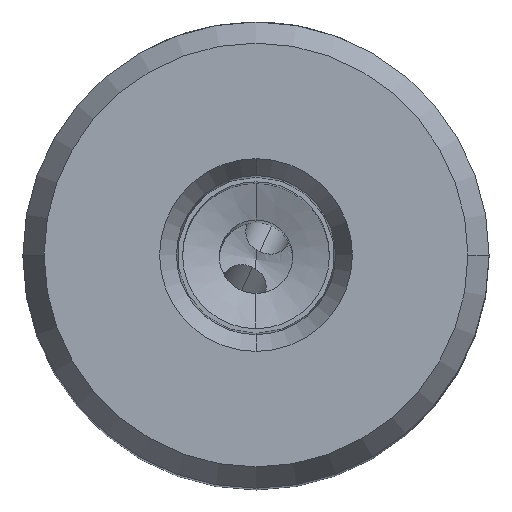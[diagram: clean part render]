
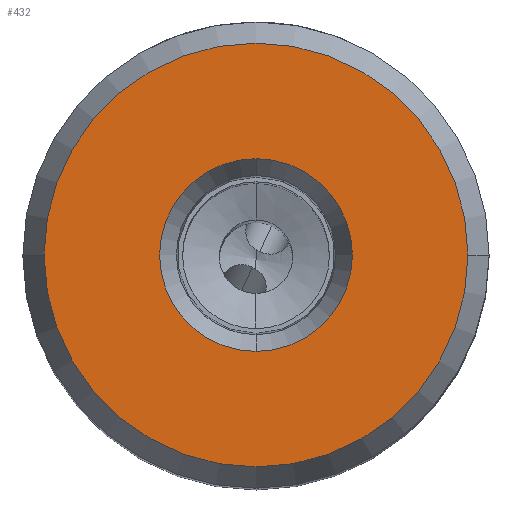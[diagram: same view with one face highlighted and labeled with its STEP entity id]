
A CAD part, top view. The second image highlights one B-rep face of the part: STEP entity #432.
In plain terms, the highlighted planar face has unit normal (0, 0, 1).
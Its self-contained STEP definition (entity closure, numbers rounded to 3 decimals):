
#68=FACE_BOUND('',#766,.T.);
#69=FACE_BOUND('',#767,.T.);
#119=PLANE('',#2963);
#324=CIRCLE('',#2957,5.25);
#325=CIRCLE('',#2959,5.25);
#326=CIRCLE('',#2961,11.545);
#327=CIRCLE('',#2962,11.545);
#432=ADVANCED_FACE('',(#68,#69),#119,.T.);
#766=EDGE_LOOP('',(#1052,#1053));
#767=EDGE_LOOP('',(#1054,#1055));
#1052=ORIENTED_EDGE('',*,*,#2212,.T.);
#1053=ORIENTED_EDGE('',*,*,#2213,.T.);
#1054=ORIENTED_EDGE('',*,*,#2214,.T.);
#1055=ORIENTED_EDGE('',*,*,#2215,.T.);
#1877=VERTEX_POINT('',#5419);
#1878=VERTEX_POINT('',#5421);
#1879=VERTEX_POINT('',#5427);
#1880=VERTEX_POINT('',#5428);
#2212=EDGE_CURVE('',#1877,#1878,#324,.T.);
#2213=EDGE_CURVE('',#1878,#1877,#325,.T.);
#2214=EDGE_CURVE('',#1879,#1880,#326,.T.);
#2215=EDGE_CURVE('',#1880,#1879,#327,.T.);
#2957=AXIS2_PLACEMENT_3D('',#5422,#3247,#3248);
#2959=AXIS2_PLACEMENT_3D('',#5424,#3251,#3252);
#2961=AXIS2_PLACEMENT_3D('',#5426,#3255,#3256);
#2962=AXIS2_PLACEMENT_3D('',#5429,#3257,#3258);
#2963=AXIS2_PLACEMENT_3D('',#5430,#3259,#3260);
#3247=DIRECTION('',(0.,0.,-1.));
#3248=DIRECTION('',(0.,-1.,0.));
#3251=DIRECTION('',(0.,0.,-1.));
#3252=DIRECTION('',(0.,1.,0.));
#3255=DIRECTION('',(0.,0.,1.));
#3256=DIRECTION('',(-1.,0.,0.));
#3257=DIRECTION('',(0.,0.,1.));
#3258=DIRECTION('',(1.,0.,0.));
#3259=DIRECTION('',(0.,0.,1.));
#3260=DIRECTION('',(-1.,0.,0.));
#5419=CARTESIAN_POINT('',(0.,-5.25,28.65));
#5421=CARTESIAN_POINT('',(0.,5.25,28.65));
#5422=CARTESIAN_POINT('',(0.,0.,28.65));
#5424=CARTESIAN_POINT('',(0.,0.,28.65));
#5426=CARTESIAN_POINT('',(0.,0.,28.65));
#5427=CARTESIAN_POINT('',(-11.545,0.,28.65));
#5428=CARTESIAN_POINT('',(11.545,0.,28.65));
#5429=CARTESIAN_POINT('',(0.,0.,28.65));
#5430=CARTESIAN_POINT('',(0.,0.,28.65));
